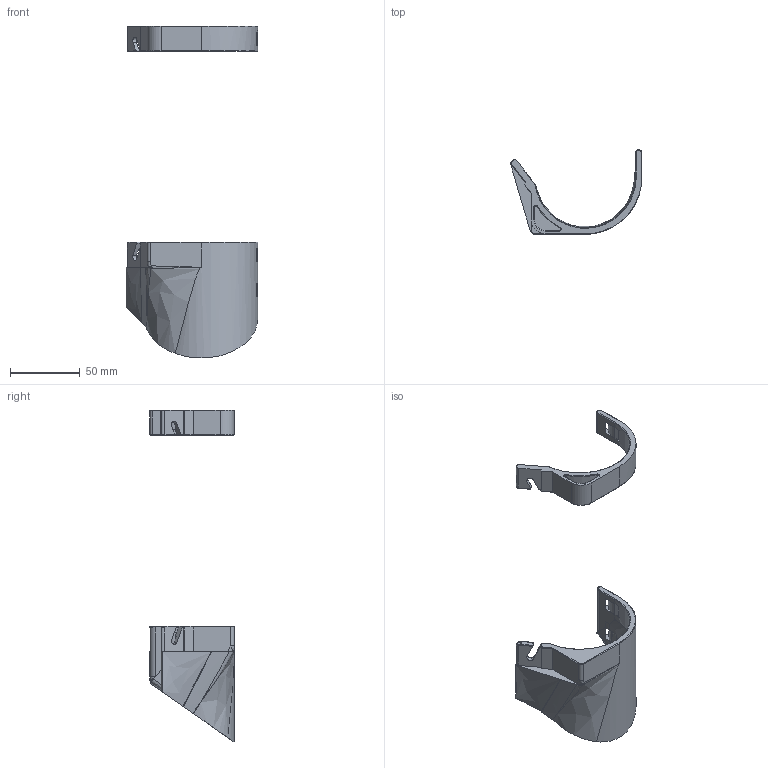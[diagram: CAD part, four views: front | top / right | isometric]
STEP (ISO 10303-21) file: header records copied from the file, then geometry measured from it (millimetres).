
FILE_DESCRIPTION(/* description */ (''),/* implementation_level */ '2;1');
FILE_NAME(/* name */ 'lr3-aza-hose-hanger-2.5.step',/* time_stamp */ '2023-02-10T19:13:04-08:00',/* author */ (''),/* organization */ (''),/* preprocessor_version */ 'ST-DEVELOPER v19.2',/* originating_system */ 'Autodesk Translation Framework v11.17.0.187',/* authorisation */ '');
FILE_SCHEMA (('AUTOMOTIVE_DESIGN { 1 0 10303 214 3 1 1 }'));
Length unit declared in the file: millimetre
Products named in the file (1): lr3-hose-hanger-2.5
Bounding box: 94.35 x 60.36 x 237.96 mm (x, y, z)
Volume: 77715.6 mm3; surface area: 32648.5 mm2
Topology: 2 solids, 2 shells, 185 faces, 509 edges, 319 vertices
Faces by surface type: plane 76, cylinder 62, torus 26, bspline 21
Entity records: 7608 total; most frequent: CARTESIAN_POINT 2962, ORIENTED_EDGE 1008, DIRECTION 917, EDGE_CURVE 504, AXIS2_PLACEMENT_3D 327, VERTEX_POINT 319, LINE 263, VECTOR 263
